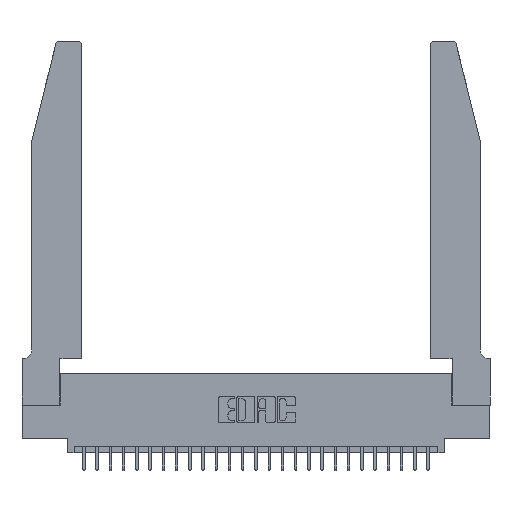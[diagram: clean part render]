
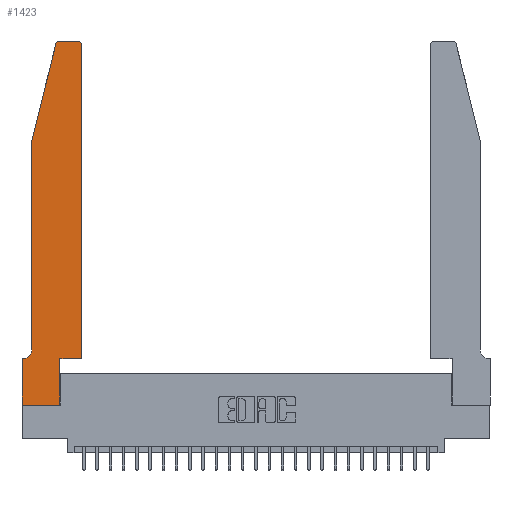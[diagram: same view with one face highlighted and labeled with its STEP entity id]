
A CAD part, top view. The second image highlights one B-rep face of the part: STEP entity #1423.
In plain terms, the highlighted planar face has unit normal (0, 0, 1).
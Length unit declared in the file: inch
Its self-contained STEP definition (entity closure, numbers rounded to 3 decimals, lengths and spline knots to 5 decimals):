
#75 = DIRECTION ( 'NONE',  ( -1., 0., 0. ) ) ;
#130 = CARTESIAN_POINT ( 'NONE',  ( 0.0755, 2., 0.37 ) ) ;
#861 = CARTESIAN_POINT ( 'NONE',  ( 0.2865, 0., 0.37 ) ) ;
#1111 = DIRECTION ( 'NONE',  ( 0., -1., 0. ) ) ;
#1123 = VERTEX_POINT ( 'NONE', #130 ) ;
#1307 = CARTESIAN_POINT ( 'NONE',  ( 0.25487, 2.72718, 0.37 ) ) ;
#1344 = EDGE_LOOP ( 'NONE', ( #6213, #8198, #21218, #27605, #2740, #27308, #12086, #17190, #27238, #21722, #12712, #8948 ) ) ;
#1423 = ADVANCED_FACE ( 'NONE', ( #26596 ), #19885, .T. ) ;
#1429 = DIRECTION ( 'NONE',  ( 1., 0., 0. ) ) ;
#1631 = LINE ( 'NONE', #23336, #3615 ) ;
#2011 = CARTESIAN_POINT ( 'NONE',  ( 0.0755, 2., 0.37 ) ) ;
#2031 = AXIS2_PLACEMENT_3D ( 'NONE', #13290, #20174, #17994 ) ;
#2205 = LINE ( 'NONE', #10746, #8032 ) ;
#2521 = CARTESIAN_POINT ( 'NONE',  ( 0.4505, 2.72, 0.37 ) ) ;
#2736 = VECTOR ( 'NONE', #4209, 39.37008 ) ;
#2740 = ORIENTED_EDGE ( 'NONE', *, *, #8182, .T. ) ;
#2908 = LINE ( 'NONE', #14163, #12476 ) ;
#3225 = LINE ( 'NONE', #20673, #24549 ) ;
#3615 = VECTOR ( 'NONE', #27739, 39.37008 ) ;
#3654 = CARTESIAN_POINT ( 'NONE',  ( 0., 0.35, 0.37 ) ) ;
#3971 = VERTEX_POINT ( 'NONE', #22713 ) ;
#4209 = DIRECTION ( 'NONE',  ( -1., 0., 0. ) ) ;
#4730 = VERTEX_POINT ( 'NONE', #18442 ) ;
#5922 = LINE ( 'NONE', #10613, #2736 ) ;
#6147 = EDGE_CURVE ( 'NONE', #18614, #23459, #2908, .T. ) ;
#6213 = ORIENTED_EDGE ( 'NONE', *, *, #14822, .T. ) ;
#7227 = VECTOR ( 'NONE', #18996, 39.37008 ) ;
#7602 = VECTOR ( 'NONE', #16745, 39.37008 ) ;
#7647 = VERTEX_POINT ( 'NONE', #11281 ) ;
#7708 = CIRCLE ( 'NONE', #11353, 0.03 ) ;
#7881 = VERTEX_POINT ( 'NONE', #1307 ) ;
#8032 = VECTOR ( 'NONE', #75, 39.37008 ) ;
#8045 = LINE ( 'NONE', #25481, #7602 ) ;
#8071 = CARTESIAN_POINT ( 'NONE',  ( 0., 0., 0.37 ) ) ;
#8182 = EDGE_CURVE ( 'NONE', #25326, #16223, #20802, .T. ) ;
#8198 = ORIENTED_EDGE ( 'NONE', *, *, #14507, .T. ) ;
#8418 = LINE ( 'NONE', #2011, #7227 ) ;
#8488 = VERTEX_POINT ( 'NONE', #15221 ) ;
#8948 = ORIENTED_EDGE ( 'NONE', *, *, #10787, .T. ) ;
#9068 = EDGE_CURVE ( 'NONE', #16223, #20210, #2205, .T. ) ;
#9463 = AXIS2_PLACEMENT_3D ( 'NONE', #27941, #17082, #1429 ) ;
#9964 = EDGE_CURVE ( 'NONE', #23459, #4730, #8045, .T. ) ;
#10010 = DIRECTION ( 'NONE',  ( 0., 1., 0. ) ) ;
#10613 = CARTESIAN_POINT ( 'NONE',  ( 0.2605, 2.75, 0.37 ) ) ;
#10746 = CARTESIAN_POINT ( 'NONE',  ( 0.0755, 0.35, 0.37 ) ) ;
#10787 = EDGE_CURVE ( 'NONE', #26976, #3971, #14917, .T. ) ;
#10928 = CARTESIAN_POINT ( 'NONE',  ( 0.284, 2.72, 0.37 ) ) ;
#11061 = CARTESIAN_POINT ( 'NONE',  ( 0.0755, 0.42, 0.37 ) ) ;
#11147 = EDGE_CURVE ( 'NONE', #20210, #8488, #3225, .T. ) ;
#11281 = CARTESIAN_POINT ( 'NONE',  ( 0.284, 2.75, 0.37 ) ) ;
#11353 = AXIS2_PLACEMENT_3D ( 'NONE', #10928, #19670, #27787 ) ;
#12084 = CARTESIAN_POINT ( 'NONE',  ( 0.0055, 0.42, 0.37 ) ) ;
#12086 = ORIENTED_EDGE ( 'NONE', *, *, #11147, .T. ) ;
#12290 = VECTOR ( 'NONE', #23038, 39.37008 ) ;
#12372 = EDGE_CURVE ( 'NONE', #8488, #18614, #21093, .T. ) ;
#12476 = VECTOR ( 'NONE', #10010, 39.37008 ) ;
#12712 = ORIENTED_EDGE ( 'NONE', *, *, #25510, .T. ) ;
#13290 = CARTESIAN_POINT ( 'NONE',  ( 0., 0.35, 0.37 ) ) ;
#14163 = CARTESIAN_POINT ( 'NONE',  ( 0.2865, 0.35, 0.37 ) ) ;
#14320 = CARTESIAN_POINT ( 'NONE',  ( 0.0755, 2., 0.37 ) ) ;
#14507 = EDGE_CURVE ( 'NONE', #7647, #7881, #7708, .T. ) ;
#14822 = EDGE_CURVE ( 'NONE', #3971, #7647, #5922, .T. ) ;
#14917 = CIRCLE ( 'NONE', #9463, 0.03 ) ;
#15186 = EDGE_CURVE ( 'NONE', #1123, #25326, #27319, .T. ) ;
#15221 = CARTESIAN_POINT ( 'NONE',  ( 0., 0., 0.37 ) ) ;
#16223 = VERTEX_POINT ( 'NONE', #19063 ) ;
#16539 = CARTESIAN_POINT ( 'NONE',  ( 0.2865, 0.35, 0.37 ) ) ;
#16745 = DIRECTION ( 'NONE',  ( 1., 0., 0. ) ) ;
#17050 = DIRECTION ( 'NONE',  ( 1., 0., 0. ) ) ;
#17082 = DIRECTION ( 'NONE',  ( 0., 0., 1. ) ) ;
#17190 = ORIENTED_EDGE ( 'NONE', *, *, #12372, .T. ) ;
#17994 = DIRECTION ( 'NONE',  ( 1., 0., 0. ) ) ;
#18442 = CARTESIAN_POINT ( 'NONE',  ( 0.4505, 0.35, 0.37 ) ) ;
#18521 = DIRECTION ( 'NONE',  ( 0., 0., -1. ) ) ;
#18614 = VERTEX_POINT ( 'NONE', #861 ) ;
#18996 = DIRECTION ( 'NONE',  ( -0.239, -0.971, 0. ) ) ;
#19063 = CARTESIAN_POINT ( 'NONE',  ( 0.0055, 0.35, 0.37 ) ) ;
#19670 = DIRECTION ( 'NONE',  ( 0., 0., 1. ) ) ;
#19885 = PLANE ( 'NONE',  #2031 ) ;
#20174 = DIRECTION ( 'NONE',  ( 0., 0., 1. ) ) ;
#20210 = VERTEX_POINT ( 'NONE', #3654 ) ;
#20673 = CARTESIAN_POINT ( 'NONE',  ( 0., 0., 0.37 ) ) ;
#20802 = CIRCLE ( 'NONE', #27163, 0.07 ) ;
#20875 = VECTOR ( 'NONE', #17050, 39.37008 ) ;
#21093 = LINE ( 'NONE', #8071, #20875 ) ;
#21218 = ORIENTED_EDGE ( 'NONE', *, *, #24282, .T. ) ;
#21722 = ORIENTED_EDGE ( 'NONE', *, *, #9964, .T. ) ;
#22713 = CARTESIAN_POINT ( 'NONE',  ( 0.4205, 2.75, 0.37 ) ) ;
#23038 = DIRECTION ( 'NONE',  ( 0., -1., 0. ) ) ;
#23336 = CARTESIAN_POINT ( 'NONE',  ( 0.4505, 0.35, 0.37 ) ) ;
#23459 = VERTEX_POINT ( 'NONE', #16539 ) ;
#24282 = EDGE_CURVE ( 'NONE', #7881, #1123, #8418, .T. ) ;
#24549 = VECTOR ( 'NONE', #1111, 39.37008 ) ;
#25246 = DIRECTION ( 'NONE',  ( -1., 0., 0. ) ) ;
#25326 = VERTEX_POINT ( 'NONE', #11061 ) ;
#25481 = CARTESIAN_POINT ( 'NONE',  ( 0.4505, 0.35, 0.37 ) ) ;
#25510 = EDGE_CURVE ( 'NONE', #4730, #26976, #1631, .T. ) ;
#26596 = FACE_OUTER_BOUND ( 'NONE', #1344, .T. ) ;
#26976 = VERTEX_POINT ( 'NONE', #2521 ) ;
#27163 = AXIS2_PLACEMENT_3D ( 'NONE', #12084, #18521, #25246 ) ;
#27238 = ORIENTED_EDGE ( 'NONE', *, *, #6147, .T. ) ;
#27308 = ORIENTED_EDGE ( 'NONE', *, *, #9068, .T. ) ;
#27319 = LINE ( 'NONE', #14320, #12290 ) ;
#27605 = ORIENTED_EDGE ( 'NONE', *, *, #15186, .T. ) ;
#27739 = DIRECTION ( 'NONE',  ( 0., 1., 0. ) ) ;
#27787 = DIRECTION ( 'NONE',  ( 1., 0., 0. ) ) ;
#27941 = CARTESIAN_POINT ( 'NONE',  ( 0.4205, 2.72, 0.37 ) ) ;
